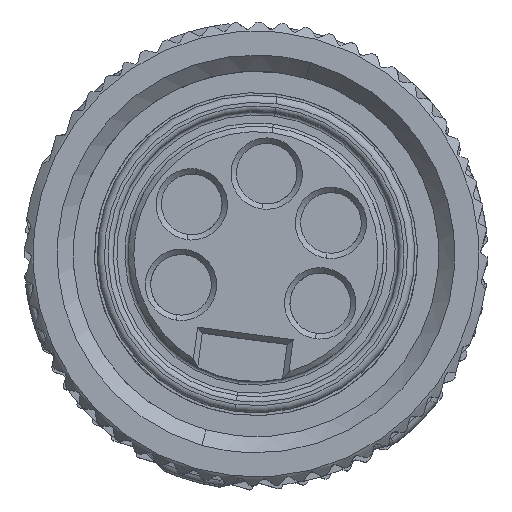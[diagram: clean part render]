
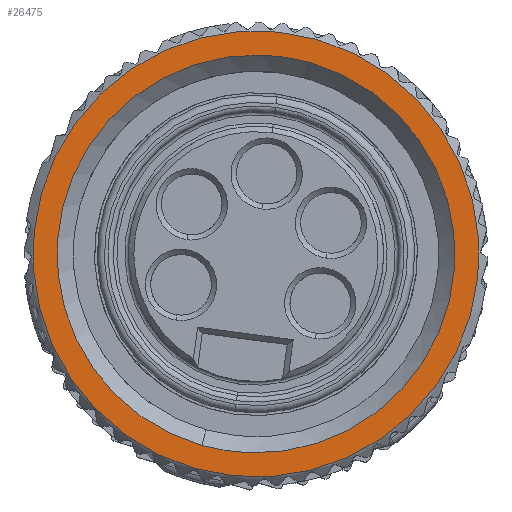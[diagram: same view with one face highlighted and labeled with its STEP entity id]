
A CAD part, top view. The second image highlights one B-rep face of the part: STEP entity #26475.
In plain terms, the highlighted planar face has unit normal (0, 0, 1).
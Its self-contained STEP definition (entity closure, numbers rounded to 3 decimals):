
#18730=AXIS2_PLACEMENT_3D('Circle Axis2P3D',#18728,#18729,$) ;
#21017=AXIS2_PLACEMENT_3D('Circle Axis2P3D',#21015,#21016,$) ;
#26409=AXIS2_PLACEMENT_3D('Plane Axis2P3D',#26406,#26407,#26408) ;
#17480=CARTESIAN_POINT('Vertex',(16.408,25.026,143.6)) ;
#18725=CARTESIAN_POINT('Vertex',(9.592,0.974,143.6)) ;
#18728=CARTESIAN_POINT('Axis2P3D Location',(13.,13.,143.6)) ;
#21015=CARTESIAN_POINT('Axis2P3D Location',(13.,13.,143.6)) ;
#26406=CARTESIAN_POINT('Axis2P3D Location',(13.,13.,143.6)) ;
#26416=CARTESIAN_POINT('Control Point',(9.96,2.273,143.6)) ;
#26417=CARTESIAN_POINT('Control Point',(8.859,2.586,143.6)) ;
#26418=CARTESIAN_POINT('Control Point',(7.797,3.039,143.6)) ;
#26419=CARTESIAN_POINT('Control Point',(6.8,3.627,143.6)) ;
#26420=CARTESIAN_POINT('Control Point',(4.979,5.047,143.6)) ;
#26421=CARTESIAN_POINT('Control Point',(3.575,6.88,143.6)) ;
#26422=CARTESIAN_POINT('Control Point',(2.995,7.882,143.6)) ;
#26423=CARTESIAN_POINT('Control Point',(2.106,10.013,143.6)) ;
#26424=CARTESIAN_POINT('Control Point',(1.784,12.299,143.6)) ;
#26425=CARTESIAN_POINT('Control Point',(1.771,13.457,143.6)) ;
#26426=CARTESIAN_POINT('Control Point',(2.044,15.75,143.6)) ;
#26427=CARTESIAN_POINT('Control Point',(2.886,17.899,143.6)) ;
#26428=CARTESIAN_POINT('Control Point',(3.444,18.914,143.6)) ;
#26429=CARTESIAN_POINT('Control Point',(4.808,20.777,143.6)) ;
#26430=CARTESIAN_POINT('Control Point',(6.598,22.236,143.6)) ;
#26431=CARTESIAN_POINT('Control Point',(7.582,22.845,143.6)) ;
#26432=CARTESIAN_POINT('Control Point',(9.685,23.799,143.6)) ;
#26433=CARTESIAN_POINT('Control Point',(11.96,24.19,143.6)) ;
#26434=CARTESIAN_POINT('Control Point',(13.117,24.237,143.6)) ;
#26435=CARTESIAN_POINT('Control Point',(14.403,24.124,143.6)) ;
#26436=CARTESIAN_POINT('Control Point',(15.649,23.831,143.6)) ;
#26437=CARTESIAN_POINT('Control Point',(15.78,23.798,143.6)) ;
#26438=CARTESIAN_POINT('Control Point',(15.91,23.763,143.6)) ;
#26439=CARTESIAN_POINT('Control Point',(16.04,23.727,143.6)) ;
#26440=CARTESIAN_POINT('Vertex',(9.96,2.273,143.6)) ;
#26442=CARTESIAN_POINT('Vertex',(16.04,23.727,143.6)) ;
#26446=CARTESIAN_POINT('Control Point',(16.04,23.727,143.6)) ;
#26447=CARTESIAN_POINT('Control Point',(17.141,23.414,143.6)) ;
#26448=CARTESIAN_POINT('Control Point',(18.203,22.961,143.6)) ;
#26449=CARTESIAN_POINT('Control Point',(19.2,22.373,143.6)) ;
#26450=CARTESIAN_POINT('Control Point',(21.021,20.953,143.6)) ;
#26451=CARTESIAN_POINT('Control Point',(22.425,19.12,143.6)) ;
#26452=CARTESIAN_POINT('Control Point',(23.005,18.118,143.6)) ;
#26453=CARTESIAN_POINT('Control Point',(23.894,15.987,143.6)) ;
#26454=CARTESIAN_POINT('Control Point',(24.216,13.701,143.6)) ;
#26455=CARTESIAN_POINT('Control Point',(24.229,12.543,143.6)) ;
#26456=CARTESIAN_POINT('Control Point',(23.956,10.25,143.6)) ;
#26457=CARTESIAN_POINT('Control Point',(23.114,8.101,143.6)) ;
#26458=CARTESIAN_POINT('Control Point',(22.556,7.086,143.6)) ;
#26459=CARTESIAN_POINT('Control Point',(21.192,5.223,143.6)) ;
#26460=CARTESIAN_POINT('Control Point',(19.402,3.764,143.6)) ;
#26461=CARTESIAN_POINT('Control Point',(18.418,3.155,143.6)) ;
#26462=CARTESIAN_POINT('Control Point',(16.315,2.201,143.6)) ;
#26463=CARTESIAN_POINT('Control Point',(14.04,1.81,143.6)) ;
#26464=CARTESIAN_POINT('Control Point',(12.883,1.763,143.6)) ;
#26465=CARTESIAN_POINT('Control Point',(11.597,1.876,143.6)) ;
#26466=CARTESIAN_POINT('Control Point',(10.351,2.169,143.6)) ;
#26467=CARTESIAN_POINT('Control Point',(10.22,2.202,143.6)) ;
#26468=CARTESIAN_POINT('Control Point',(10.09,2.237,143.6)) ;
#26469=CARTESIAN_POINT('Control Point',(9.96,2.273,143.6)) ;
#18729=DIRECTION('Axis2P3D Direction',(0.,0.,-1.)) ;
#21016=DIRECTION('Axis2P3D Direction',(0.,0.,-1.)) ;
#26407=DIRECTION('Axis2P3D Direction',(0.,0.,1.)) ;
#26408=DIRECTION('Axis2P3D XDirection',(-0.273,-0.962,0.)) ;
#26412=ORIENTED_EDGE('',*,*,#21019,.T.) ;
#26413=ORIENTED_EDGE('',*,*,#18732,.T.) ;
#26472=ORIENTED_EDGE('',*,*,#26444,.T.) ;
#26473=ORIENTED_EDGE('',*,*,#26470,.T.) ;
#26474=FACE_BOUND('',#26471,.T.) ;
#26475=ADVANCED_FACE('Hauptkoerper',(#26414,#26474),#26410,.T.) ;
#26415=B_SPLINE_CURVE_WITH_KNOTS('',5,(#26416,#26417,#26418,#26419,#26420,#26421,#26422,#26423,#26424,#26425,#26426,#26427,#26428,#26429,#26430,#26431,#26432,#26433,#26434,#26435,#26436,#26437,#26438,#26439),.UNSPECIFIED.,.F.,.U.,(6,3,3,3,3,3,3,6),(0.,8.097,16.193,24.29,32.386,40.483,48.579,49.533),.UNSPECIFIED.) ;
#26445=B_SPLINE_CURVE_WITH_KNOTS('',5,(#26446,#26447,#26448,#26449,#26450,#26451,#26452,#26453,#26454,#26455,#26456,#26457,#26458,#26459,#26460,#26461,#26462,#26463,#26464,#26465,#26466,#26467,#26468,#26469),.UNSPECIFIED.,.F.,.U.,(6,3,3,3,3,3,3,6),(0.,8.097,16.193,24.29,32.386,40.483,48.579,49.533),.UNSPECIFIED.) ;
#18731=CIRCLE('generated circle',#18730,12.5) ;
#21018=CIRCLE('generated circle',#21017,12.5) ;
#18732=EDGE_CURVE('',#17481,#18726,#18731,.F.) ;
#21019=EDGE_CURVE('',#18726,#17481,#21018,.F.) ;
#26444=EDGE_CURVE('',#26441,#26443,#26415,.T.) ;
#26470=EDGE_CURVE('',#26443,#26441,#26445,.T.) ;
#26411=EDGE_LOOP('',(#26412,#26413)) ;
#26471=EDGE_LOOP('',(#26472,#26473)) ;
#26414=FACE_OUTER_BOUND('',#26411,.T.) ;
#26410=PLANE('',#26409) ;
#17481=VERTEX_POINT('',#17480) ;
#18726=VERTEX_POINT('',#18725) ;
#26441=VERTEX_POINT('',#26440) ;
#26443=VERTEX_POINT('',#26442) ;
